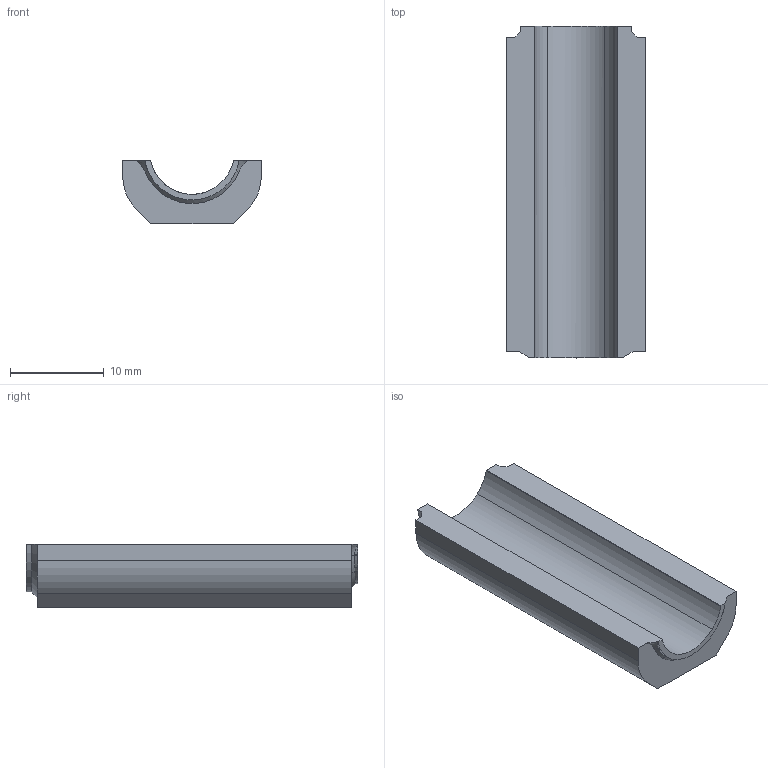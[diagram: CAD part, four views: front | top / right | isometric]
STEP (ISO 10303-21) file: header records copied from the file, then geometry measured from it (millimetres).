
FILE_DESCRIPTION(/* description */ (''),/* implementation_level */ '2;1');
FILE_NAME(/* name */ 'OSSM Mods - AIO PCB Backpack - Wire Cover.step',/* time_stamp */ '2025-08-20T18:32:37-04:00',/* author */ (''),/* organization */ (''),/* preprocessor_version */ 'ST-DEVELOPER v20.1',/* originating_system */ 'Autodesk Translation Framework v14.10.0.0',/* authorisation */ '');
FILE_SCHEMA (('AUTOMOTIVE_DESIGN { 1 0 10303 214 3 1 1 }'));
Length unit declared in the file: millimetre
Products named in the file (1): Wire Cover
Bounding box: 14.8 x 35.46 x 6.8 mm (x, y, z)
Volume: 2261.7 mm3; surface area: 1621.2 mm2
Topology: 1 solids, 1 shells, 38 faces, 103 edges, 67 vertices
Faces by surface type: plane 15, bspline 11, cylinder 10, cone 2
Entity records: 1959 total; most frequent: CARTESIAN_POINT 1037, ORIENTED_EDGE 206, DIRECTION 149, EDGE_CURVE 103, VERTEX_POINT 67, LINE 55, VECTOR 55, AXIS2_PLACEMENT_3D 47
